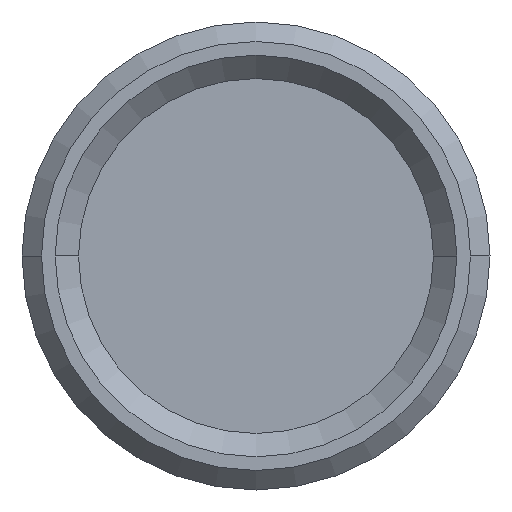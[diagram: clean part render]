
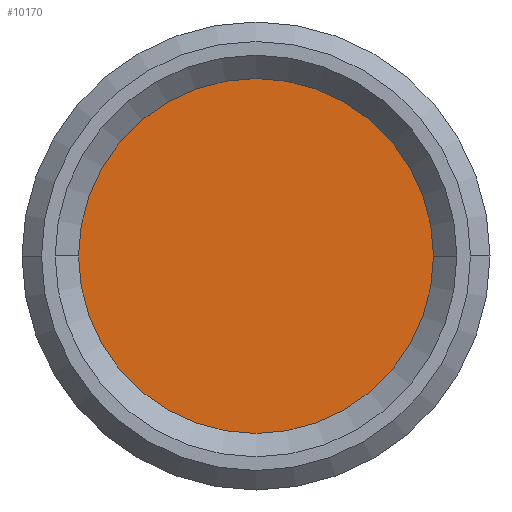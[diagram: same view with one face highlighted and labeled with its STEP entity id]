
A CAD part, front view. The second image highlights one B-rep face of the part: STEP entity #10170.
In plain terms, the highlighted planar face has unit normal (0, -1, 0).
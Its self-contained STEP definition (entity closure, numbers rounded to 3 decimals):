
#967 = CARTESIAN_POINT ( 'NONE',  ( 0., 1.134, 0. ) ) ;
#987 = PLANE ( 'NONE',  #7788 ) ;
#991 = DIRECTION ( 'NONE',  ( 0., -1., 0. ) ) ;
#993 = DIRECTION ( 'NONE',  ( 0., 0., -1. ) ) ;
#4250 = CARTESIAN_POINT ( 'NONE',  ( 0., 1.134, 0. ) ) ;
#4251 = DIRECTION ( 'NONE',  ( 0., 1., 0. ) ) ;
#4252 = DIRECTION ( 'NONE',  ( 0., 0., -1. ) ) ;
#6112 = CARTESIAN_POINT ( 'NONE',  ( 0., 1.134, 0. ) ) ;
#6113 = DIRECTION ( 'NONE',  ( 0., 1., 0. ) ) ;
#6114 = DIRECTION ( 'NONE',  ( 0., 0., -1. ) ) ;
#6362 = CARTESIAN_POINT ( 'NONE',  ( 4.55, 1.134, 0. ) ) ;
#6373 = CARTESIAN_POINT ( 'NONE',  ( -4.55, 1.134, 0. ) ) ;
#7788 = AXIS2_PLACEMENT_3D ( 'NONE', #967, #991, #993 ) ;
#7828 = AXIS2_PLACEMENT_3D ( 'NONE', #4250, #4251, #4252 ) ;
#7887 = AXIS2_PLACEMENT_3D ( 'NONE', #6112, #6113, #6114 ) ;
#9373 = ORIENTED_EDGE ( 'NONE', *, *, #14650, .F. ) ;
#9374 = ORIENTED_EDGE ( 'NONE', *, *, #13502, .F. ) ;
#9419 = EDGE_LOOP ( 'NONE', ( #9373, #9374 ) ) ;
#10170 = ADVANCED_FACE ( 'NONE', ( #13425 ), #987, .T. ) ;
#13425 = FACE_OUTER_BOUND ( 'NONE', #9419, .T. ) ;
#13438 = CIRCLE ( 'NONE', #7828, 4.55 ) ;
#13502 = EDGE_CURVE ( 'NONE', #14705, #14702, #13438, .T. ) ;
#14650 = EDGE_CURVE ( 'NONE', #14702, #14705, #14850, .T. ) ;
#14702 = VERTEX_POINT ( 'NONE', #6362 ) ;
#14705 = VERTEX_POINT ( 'NONE', #6373 ) ;
#14850 = CIRCLE ( 'NONE', #7887, 4.55 ) ;
